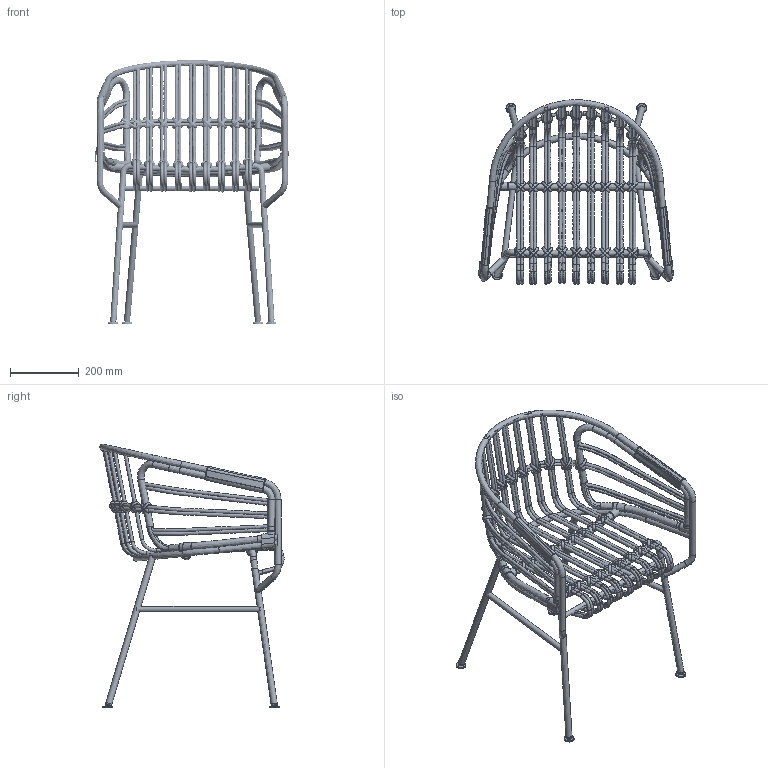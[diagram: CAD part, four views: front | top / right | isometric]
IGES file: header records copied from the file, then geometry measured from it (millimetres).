
Global section: file name: 44HCasamania Raphia.igs; native system: Rhinoceros ( Dec 15 2008 ); preprocessor: Trout Lake IGES 012 Dec 15 2008; date: 130422.125043; units: millimetre
Bounding box: 565.72 x 535.6 x 765.48 mm (x, y, z)
Surface area: 1397875.9 mm2 (no closed solid volume)
Topology: 0 solids, 0 shells, 524 faces, 2120 edges, 1714 vertices
Faces by surface type: bspline 524
